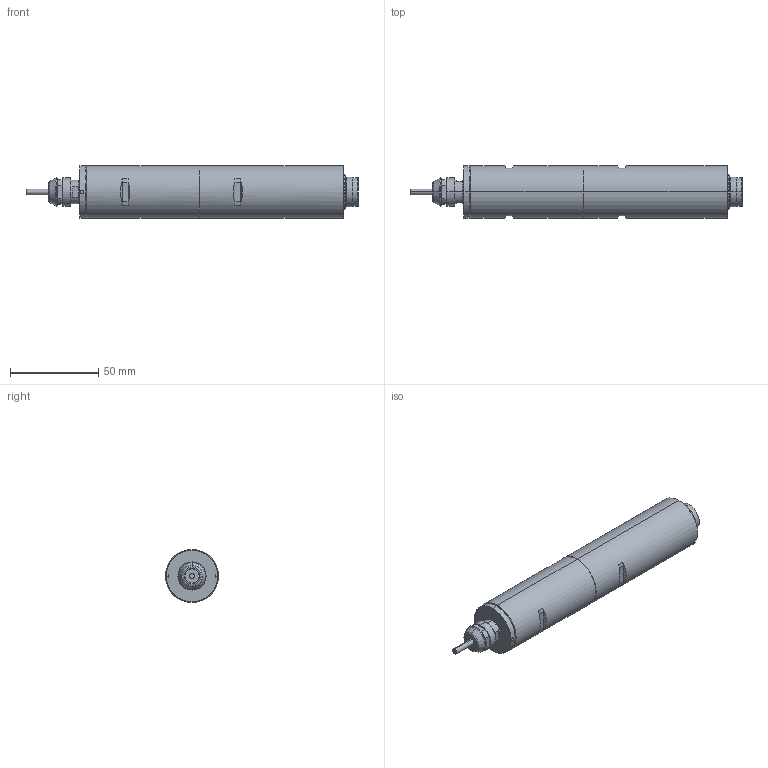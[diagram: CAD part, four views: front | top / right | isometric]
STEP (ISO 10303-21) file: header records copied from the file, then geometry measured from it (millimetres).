
FILE_DESCRIPTION (( 'STEP AP203' ), '1' );
FILE_NAME ('EM30-S6000 Assy.STEP', '2016-03-08T02:50:39', ( '株式会社ナカニシ' ), ( 'Microsoft' ), 'SwSTEP 2.0', 'SolidWorks 2013', '' );
FILE_SCHEMA (( 'CONFIG_CONTROL_DESIGN' ));
Length unit declared in the file: millimetre
Products named in the file (1): EM30-S6000 Assy
Bounding box: 188.17 x 30 x 30 mm (x, y, z)
Surface area: 18881 mm2 (no closed solid volume)
Topology: 0 solids, 12 shells, 162 faces, 374 edges, 228 vertices
Faces by surface type: plane 64, cylinder 46, cone 36, bspline 8, torus 8
Entity records: 4930 total; most frequent: CARTESIAN_POINT 1247, DIRECTION 792, ORIENTED_EDGE 694, EDGE_CURVE 374, AXIS2_PLACEMENT_3D 321, VERTEX_POINT 228, EDGE_LOOP 183, CIRCLE 166
